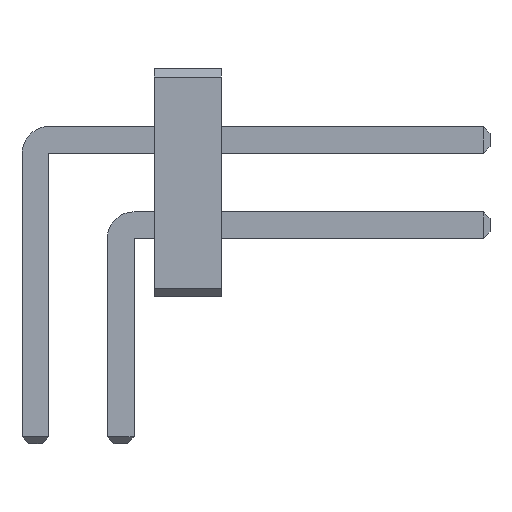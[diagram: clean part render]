
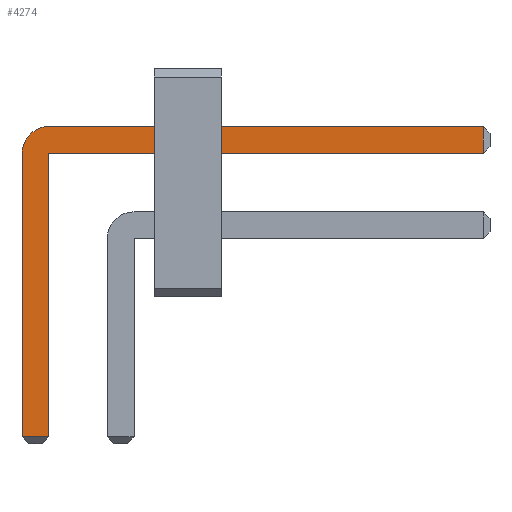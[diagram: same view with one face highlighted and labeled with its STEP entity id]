
A CAD part, front view. The second image highlights one B-rep face of the part: STEP entity #4274.
In plain terms, the highlighted planar face has unit normal (0, -1, 0).
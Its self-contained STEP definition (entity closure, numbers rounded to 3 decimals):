
#13=DIRECTION('',(0.,0.,1.));
#1924=VECTOR('',#13,1.);
#4076=VECTOR('',#4077,1.);
#4077=DIRECTION('',(1.,0.,0.));
#4083=VECTOR('',#4084,1.);
#4084=DIRECTION('',(0.,0.,-1.));
#4091=VECTOR('',#4092,1.);
#4092=DIRECTION('',(-1.,0.,0.));
#4113=DIRECTION('',(-0.,1.,0.));
#4117=DIRECTION('',(0.,1.,0.));
#4118=DIRECTION('',(0.,0.,1.));
#4125=VERTEX_POINT('',#4126);
#4126=CARTESIAN_POINT('',(0.2,-40.84,2.535));
#4128=ORIENTED_EDGE('',*,*,#4129,.T.);
#4129=EDGE_CURVE('',#4125,#4130,#4132,.T.);
#4130=VERTEX_POINT('',#4131);
#4131=CARTESIAN_POINT('',(6.67,-40.84,2.535));
#4132=LINE('',#4133,#4076);
#4133=CARTESIAN_POINT('',(-0.2,-40.84,2.535));
#4170=EDGE_CURVE('',#4171,#4125,#4173,.T.);
#4171=VERTEX_POINT('',#4172);
#4172=CARTESIAN_POINT('',(-0.2,-40.84,2.135));
#4173=CIRCLE('',#4174,0.4);
#4174=AXIS2_PLACEMENT_3D('',#4175,#4113,#4084);
#4175=CARTESIAN_POINT('',(0.2,-40.84,2.135));
#4187=VERTEX_POINT('',#4188);
#4188=CARTESIAN_POINT('',(6.67,-40.84,2.135));
#4190=ORIENTED_EDGE('',*,*,#4191,.T.);
#4191=EDGE_CURVE('',#4187,#4192,#4193,.T.);
#4192=VERTEX_POINT('',#4175);
#4193=LINE('',#4194,#4091);
#4194=CARTESIAN_POINT('',(6.77,-40.84,2.135));
#4206=VERTEX_POINT('',#4207);
#4207=CARTESIAN_POINT('',(-0.2,-40.84,-2.085));
#4209=ORIENTED_EDGE('',*,*,#4210,.T.);
#4210=EDGE_CURVE('',#4206,#4171,#4211,.T.);
#4211=LINE('',#4212,#1924);
#4212=CARTESIAN_POINT('',(-0.2,-40.84,-2.185));
#4220=ORIENTED_EDGE('',*,*,#4221,.T.);
#4221=EDGE_CURVE('',#4192,#4222,#4224,.T.);
#4222=VERTEX_POINT('',#4223);
#4223=CARTESIAN_POINT('',(0.2,-40.84,-2.085));
#4224=LINE('',#4175,#4083);
#4274=ADVANCED_FACE('',(#4275),#4284,.F.);
#4275=FACE_BOUND('',#4276,.F.);
#4276=EDGE_LOOP('',(#4128,#4277,#4190,#4220,#4280,#4209,#4283));
#4277=ORIENTED_EDGE('',*,*,#4278,.T.);
#4278=EDGE_CURVE('',#4130,#4187,#4279,.T.);
#4279=LINE('',#4131,#4083);
#4280=ORIENTED_EDGE('',*,*,#4281,.T.);
#4281=EDGE_CURVE('',#4222,#4206,#4282,.T.);
#4282=LINE('',#4223,#4091);
#4283=ORIENTED_EDGE('',*,*,#4170,.T.);
#4284=PLANE('',#4285);
#4285=AXIS2_PLACEMENT_3D('',#4286,#4117,#4118);
#4286=CARTESIAN_POINT('',(2.071,-40.84,1.389));
